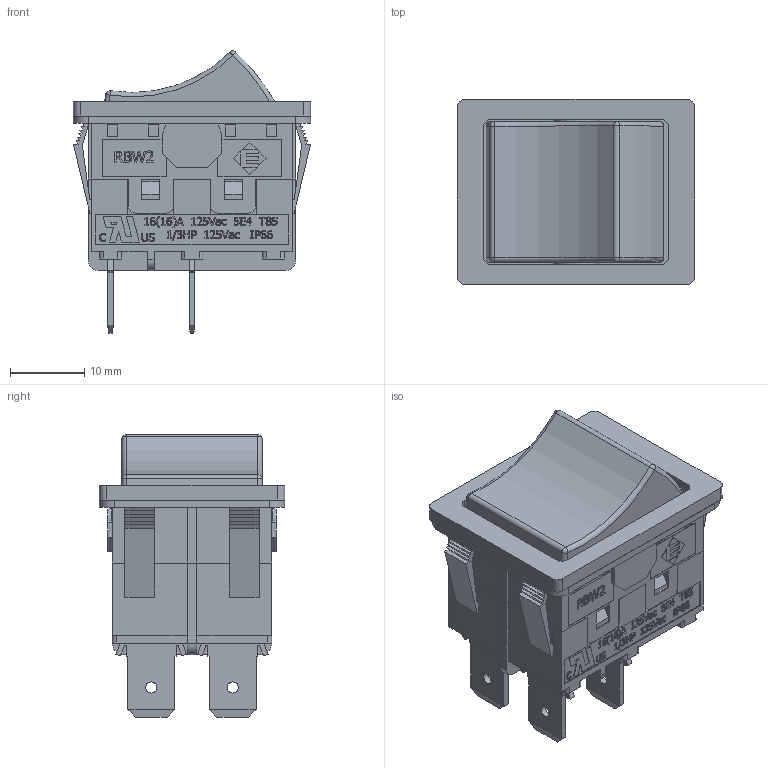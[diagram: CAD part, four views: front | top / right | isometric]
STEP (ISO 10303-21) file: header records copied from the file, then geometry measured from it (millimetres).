
FILE_DESCRIPTION((''),'2;1');
FILE_NAME('RBW2ABLKRILEF1.stp','2011-09-19T11:20:53',('blarson'),(''),'Autodesk Inventor 11','Autodesk Inventor 11','');
FILE_SCHEMA(('AUTOMOTIVE_DESIGN { 1 0 10303 214 1 1 1 1 }'));
Length unit declared in the file: millimetre
Products named in the file (9): Y100005; RBW2 Black Base; RBW2 Black Cover; RBW2 Pivot Plunger; RBW2 Terminal; RBW2 RIL Rocker; RBW2 Rocker Pivot; RBW2 GASKET; RBW2 PLUG
Assembly tree (13 placements, depth 2):
  Y100005
    RBW2 Black Base
    RBW2 Black Cover
    RBW2 Pivot Plunger
    RBW2 Terminal  x4
    RBW2 RIL Rocker
    RBW2 Rocker Pivot  x2
    RBW2 GASKET
    RBW2 PLUG  x2
Bounding box: 32 x 25 x 38.09 mm (x, y, z)
Volume: 7551.6 mm3; surface area: 13798.4 mm2
Topology: 13 solids, 13 shells, 2391 faces, 6617 edges, 4388 vertices
Faces by surface type: plane 1576, bspline 689, cylinder 110, cone 6, torus 6, sphere 4
Full cylindrical faces by diameter (mm): 1.5 x4, 2.05 x1, 2.8 x2, 3.5 x2, 3.6 x1, 3.9 x2, 4.4 x2, 5.4 x2, 5.8 x1, 6.8 x1
Entity records: 75551 total; most frequent: CARTESIAN_POINT 21260, ORIENTED_EDGE 12598, DIRECTION 8517, EDGE_CURVE 6299, VECTOR 4815, LINE 4815, VERTEX_POINT 4196, EDGE_LOOP 2463
